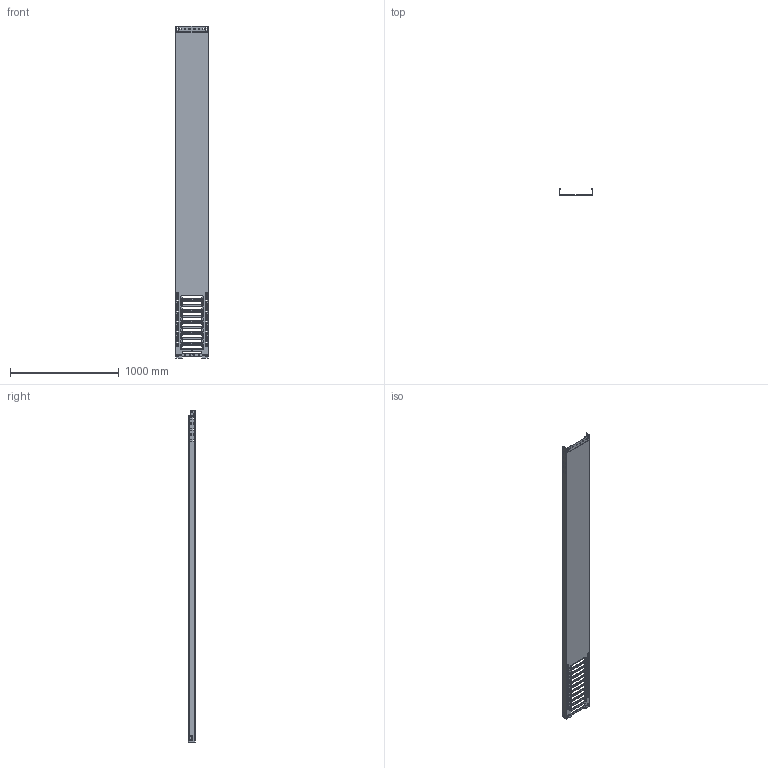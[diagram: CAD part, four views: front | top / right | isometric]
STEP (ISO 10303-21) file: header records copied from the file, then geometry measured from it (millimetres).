
FILE_DESCRIPTION (( 'STEP AP214' ), '1' );
FILE_NAME ('6059496.STEP', '2025-08-18T15:01:27', ( '' ), ( '' ), 'SwSTEP 2.0', 'SolidWorks 2024', '' );
FILE_SCHEMA (( 'AUTOMOTIVE_DESIGN' ));
Length unit declared in the file: millimetre
Products named in the file (1): 6059496
Bounding box: 304.5 x 64.45 x 3050 mm (x, y, z)
Volume: 1932530.7 mm3; surface area: 2607246.9 mm2
Topology: 1 solids, 1 shells, 2057 faces, 5265 edges, 3238 vertices
Faces by surface type: cylinder 808, plane 655, torus 384, cone 186, bspline 20, sphere 4
Entity records: 63244 total; most frequent: DIRECTION 11695, CARTESIAN_POINT 11303, ORIENTED_EDGE 10530, EDGE_CURVE 5265, AXIS2_PLACEMENT_3D 4446, VERTEX_POINT 3238, VECTOR 2803, LINE 2803
